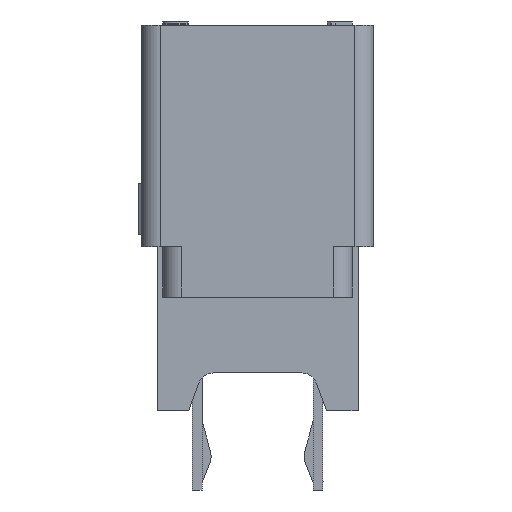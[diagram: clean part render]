
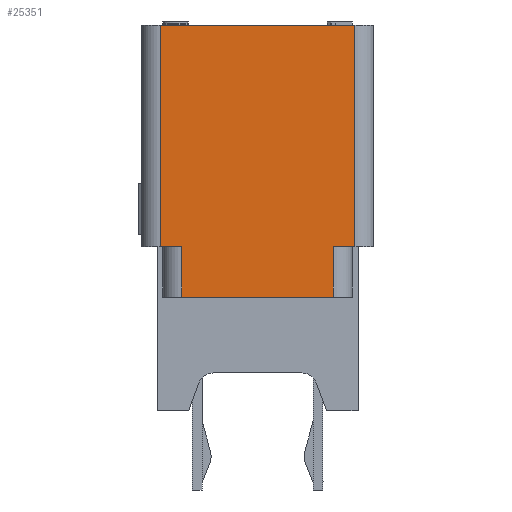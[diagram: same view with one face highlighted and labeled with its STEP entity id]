
A CAD part, left-side view. The second image highlights one B-rep face of the part: STEP entity #25351.
In plain terms, the highlighted planar face has unit normal (-1, 0, 0).
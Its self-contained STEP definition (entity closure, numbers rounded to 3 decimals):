
#72=DIRECTION('',(0.,0.,-1.));
#73=VECTOR('',#72,2.032);
#74=CARTESIAN_POINT('',(-42.672,-3.048,-8.89));
#75=LINE('',#74,#73);
#76=DIRECTION('',(0.,0.,1.));
#77=VECTOR('',#76,2.032);
#78=CARTESIAN_POINT('',(-42.672,3.048,-10.922));
#79=LINE('',#78,#77);
#80=DIRECTION('',(0.,0.,-1.));
#81=VECTOR('',#80,8.89);
#82=CARTESIAN_POINT('',(-42.672,3.912,0.));
#83=LINE('',#82,#81);
#84=DIRECTION('',(0.,-1.,0.));
#85=VECTOR('',#84,7.823);
#86=CARTESIAN_POINT('',(-42.672,3.912,0.));
#87=LINE('',#86,#85);
#88=DIRECTION('',(0.,0.,1.));
#89=VECTOR('',#88,8.89);
#90=CARTESIAN_POINT('',(-42.672,-3.912,-8.89));
#91=LINE('',#90,#89);
#107=DIRECTION('',(0.,-1.,0.));
#108=VECTOR('',#107,6.096);
#109=CARTESIAN_POINT('',(-42.672,3.048,-10.922));
#110=LINE('',#109,#108);
#143=DIRECTION('',(0.,-1.,0.));
#144=VECTOR('',#143,0.864);
#145=CARTESIAN_POINT('',(-42.672,-3.048,-8.89));
#146=LINE('',#145,#144);
#161=DIRECTION('',(0.,-1.,0.));
#162=VECTOR('',#161,0.864);
#163=CARTESIAN_POINT('',(-42.672,3.912,-8.89));
#164=LINE('',#163,#162);
#25265=CARTESIAN_POINT('',(-42.672,-3.048,-10.922));
#25267=VERTEX_POINT('',#25265);
#25268=CARTESIAN_POINT('',(-42.672,-3.048,-8.89));
#25269=VERTEX_POINT('',#25268);
#25272=CARTESIAN_POINT('',(-42.672,3.048,-10.922));
#25273=CARTESIAN_POINT('',(-42.672,3.048,-8.89));
#25274=VERTEX_POINT('',#25272);
#25275=VERTEX_POINT('',#25273);
#25312=CARTESIAN_POINT('',(-42.672,3.912,-8.89));
#25314=VERTEX_POINT('',#25312);
#25318=CARTESIAN_POINT('',(-42.672,3.912,0.));
#25319=VERTEX_POINT('',#25318);
#25320=CARTESIAN_POINT('',(-42.672,-3.912,0.));
#25322=VERTEX_POINT('',#25320);
#25326=CARTESIAN_POINT('',(-42.672,-3.912,-8.89));
#25327=VERTEX_POINT('',#25326);
#25328=CARTESIAN_POINT('',(-42.672,0.,0.));
#25329=DIRECTION('',(1.,0.,0.));
#25330=DIRECTION('',(0.,-1.,0.));
#25331=AXIS2_PLACEMENT_3D('',#25328,#25329,#25330);
#25332=PLANE('',#25331);
#25334=ORIENTED_EDGE('',*,*,#25333,.T.);
#25336=ORIENTED_EDGE('',*,*,#25335,.F.);
#25338=ORIENTED_EDGE('',*,*,#25337,.T.);
#25340=ORIENTED_EDGE('',*,*,#25339,.F.);
#25342=ORIENTED_EDGE('',*,*,#25341,.F.);
#25344=ORIENTED_EDGE('',*,*,#25343,.T.);
#25346=ORIENTED_EDGE('',*,*,#25345,.F.);
#25348=ORIENTED_EDGE('',*,*,#25347,.F.);
#25349=EDGE_LOOP('',(#25334,#25336,#25338,#25340,#25342,#25344,#25346,#25348));
#25350=FACE_OUTER_BOUND('',#25349,.F.);
#25351=ADVANCED_FACE('',(#25350),#25332,.F.);
#25333=EDGE_CURVE('',#25269,#25267,#75,.T.);
#25335=EDGE_CURVE('',#25274,#25267,#110,.T.);
#25337=EDGE_CURVE('',#25274,#25275,#79,.T.);
#25339=EDGE_CURVE('',#25314,#25275,#164,.T.);
#25341=EDGE_CURVE('',#25319,#25314,#83,.T.);
#25343=EDGE_CURVE('',#25319,#25322,#87,.T.);
#25345=EDGE_CURVE('',#25327,#25322,#91,.T.);
#25347=EDGE_CURVE('',#25269,#25327,#146,.T.);
